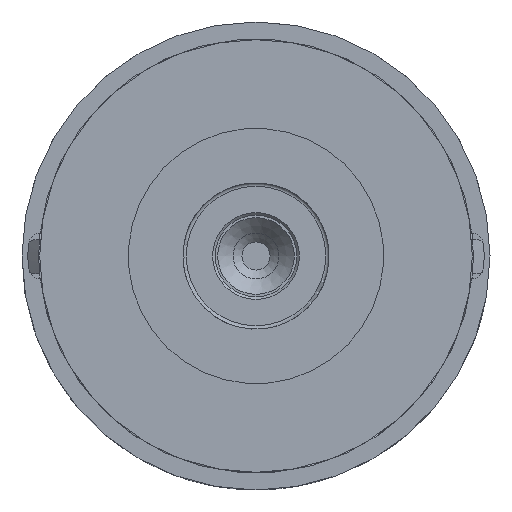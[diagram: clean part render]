
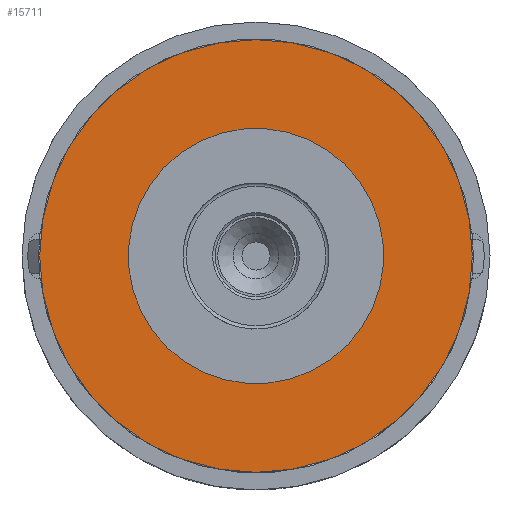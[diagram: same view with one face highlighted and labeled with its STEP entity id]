
A CAD part, front view. The second image highlights one B-rep face of the part: STEP entity #15711.
In plain terms, the highlighted planar face has unit normal (0, -1, 0).
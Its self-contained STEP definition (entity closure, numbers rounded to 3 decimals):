
#628=FACE_BOUND('',#2843,.T.);
#1044=PLANE('',#16990);
#1871=FACE_OUTER_BOUND('',#2842,.T.);
#2842=EDGE_LOOP('',(#13853));
#2843=EDGE_LOOP('',(#13854));
#6107=CIRCLE('',#16969,25.425);
#6117=CIRCLE('',#16988,6.4);
#7558=VERTEX_POINT('',#30212);
#7567=VERTEX_POINT('',#30245);
#9700=EDGE_CURVE('',#7558,#7558,#6107,.T.);
#9714=EDGE_CURVE('',#7567,#7567,#6117,.T.);
#13853=ORIENTED_EDGE('',*,*,#9700,.F.);
#13854=ORIENTED_EDGE('',*,*,#9714,.T.);
#15711=ADVANCED_FACE('',(#1871,#628),#1044,.T.);
#16969=AXIS2_PLACEMENT_3D('',#30214,#20510,#20511);
#16988=AXIS2_PLACEMENT_3D('',#30246,#20552,#20553);
#16990=AXIS2_PLACEMENT_3D('',#30250,#20557,#20558);
#20510=DIRECTION('center_axis',(0.,1.,0.));
#20511=DIRECTION('ref_axis',(0.,0.,-1.));
#20552=DIRECTION('center_axis',(0.,1.,0.));
#20553=DIRECTION('ref_axis',(0.,0.,-1.));
#20557=DIRECTION('center_axis',(0.,-1.,0.));
#20558=DIRECTION('ref_axis',(1.,0.,0.));
#30212=CARTESIAN_POINT('',(36.555,86.568,-1.403));
#30214=CARTESIAN_POINT('Origin',(36.555,86.568,-26.828));
#30245=CARTESIAN_POINT('',(36.555,86.568,-20.428));
#30246=CARTESIAN_POINT('Origin',(36.555,86.568,-26.828));
#30250=CARTESIAN_POINT('Origin',(36.555,86.568,-42.74));
